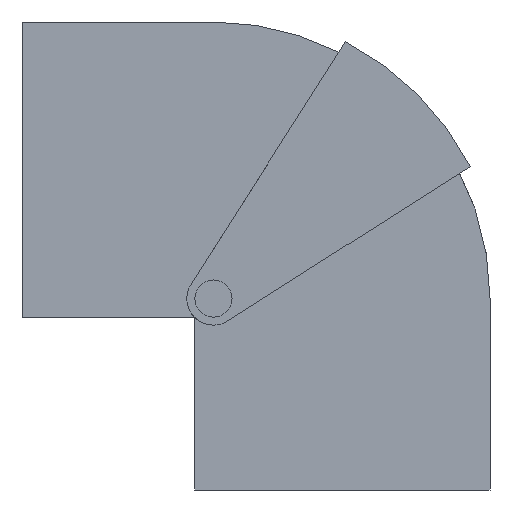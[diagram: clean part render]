
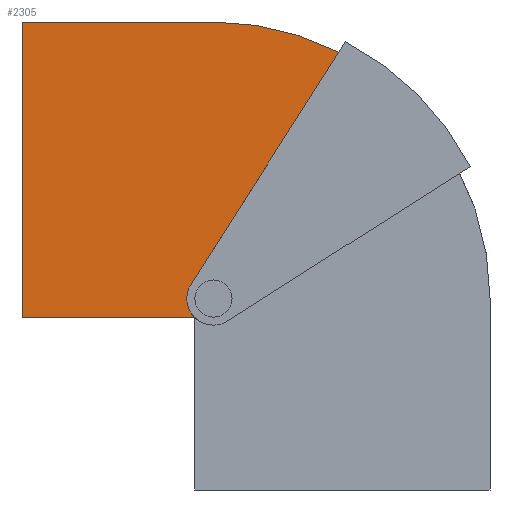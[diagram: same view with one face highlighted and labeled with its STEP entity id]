
A CAD part, front view. The second image highlights one B-rep face of the part: STEP entity #2305.
In plain terms, the highlighted planar face has unit normal (0, -1, 0).
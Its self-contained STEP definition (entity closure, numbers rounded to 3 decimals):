
#42 = DIRECTION ( 'NONE',  ( -0.537, 0., -0.843 ) ) ;
#95 = AXIS2_PLACEMENT_3D ( 'NONE', #971, #1968, #499 ) ;
#108 = LINE ( 'NONE', #131, #1984 ) ;
#132 = EDGE_CURVE ( 'NONE', #630, #1714, #645, .T. ) ;
#131 = CARTESIAN_POINT ( 'NONE',  ( -4.217, -67.5, 2.686 ) ) ;
#170 = EDGE_CURVE ( 'NONE', #1714, #608, #963, .T. ) ;
#209 = ORIENTED_EDGE ( 'NONE', *, *, #170, .F. ) ;
#215 = AXIS2_PLACEMENT_3D ( 'NONE', #994, #1004, #1007 ) ;
#322 = EDGE_CURVE ( 'NONE', #1839, #2208, #1648, .T. ) ;
#342 = AXIS2_PLACEMENT_3D ( 'NONE', #981, #991, #995 ) ;
#455 = EDGE_CURVE ( 'NONE', #913, #632, #1908, .T. ) ;
#458 = CIRCLE ( 'NONE', #215, 5. ) ;
#480 = EDGE_CURVE ( 'NONE', #632, #630, #458, .T. ) ;
#499 = DIRECTION ( 'NONE',  ( 0., 0., 1. ) ) ;
#539 = VECTOR ( 'NONE', #988, 1000. ) ;
#549 = ORIENTED_EDGE ( 'NONE', *, *, #455, .F. ) ;
#606 = AXIS2_PLACEMENT_3D ( 'NONE', #826, #842, #943 ) ;
#608 = VERTEX_POINT ( 'NONE', #2220 ) ;
#630 = VERTEX_POINT ( 'NONE', #2080 ) ;
#632 = VERTEX_POINT ( 'NONE', #1077 ) ;
#633 = DIRECTION ( 'NONE',  ( -1., 0., 0. ) ) ;
#641 = CARTESIAN_POINT ( 'NONE',  ( -36., -67.5, -3.5 ) ) ;
#645 = LINE ( 'NONE', #1938, #1075 ) ;
#662 = CARTESIAN_POINT ( 'NONE',  ( 0., -67.5, 52. ) ) ;
#826 = CARTESIAN_POINT ( 'NONE',  ( 0., -67.5, 0. ) ) ;
#842 = DIRECTION ( 'NONE',  ( 0., -1., 0. ) ) ;
#913 = VERTEX_POINT ( 'NONE', #953 ) ;
#935 = ORIENTED_EDGE ( 'NONE', *, *, #132, .F. ) ;
#938 = ORIENTED_EDGE ( 'NONE', *, *, #322, .F. ) ;
#943 = DIRECTION ( 'NONE',  ( 0., 0., 1. ) ) ;
#953 = CARTESIAN_POINT ( 'NONE',  ( -4.217, -67.5, 2.686 ) ) ;
#963 = LINE ( 'NONE', #2048, #539 ) ;
#971 = CARTESIAN_POINT ( 'NONE',  ( 0., -67.5, 0. ) ) ;
#981 = CARTESIAN_POINT ( 'NONE',  ( 0., -67.5, 0. ) ) ;
#988 = DIRECTION ( 'NONE',  ( 0., 0., 1. ) ) ;
#991 = DIRECTION ( 'NONE',  ( 0., 1., 0. ) ) ;
#994 = CARTESIAN_POINT ( 'NONE',  ( 0., -67.5, 0. ) ) ;
#995 = DIRECTION ( 'NONE',  ( 0., 0., 1. ) ) ;
#996 = EDGE_LOOP ( 'NONE', ( #1773, #938, #1535, #209, #935, #1169, #549 ) ) ;
#1004 = DIRECTION ( 'NONE',  ( 0., -1., 0. ) ) ;
#1007 = DIRECTION ( 'NONE',  ( 0., 0., 1. ) ) ;
#1075 = VECTOR ( 'NONE', #633, 1000. ) ;
#1077 = CARTESIAN_POINT ( 'NONE',  ( -4.6, -67.5, -1.96 ) ) ;
#1153 = VECTOR ( 'NONE', #2288, 1000. ) ;
#1169 = ORIENTED_EDGE ( 'NONE', *, *, #480, .F. ) ;
#1188 = EDGE_CURVE ( 'NONE', #608, #1839, #1579, .T. ) ;
#1395 = CARTESIAN_POINT ( 'NONE',  ( 23.593, -67.5, 46.34 ) ) ;
#1535 = ORIENTED_EDGE ( 'NONE', *, *, #1188, .F. ) ;
#1579 = LINE ( 'NONE', #1906, #1153 ) ;
#1648 = CIRCLE ( 'NONE', #342, 52. ) ;
#1664 = PLANE ( 'NONE',  #95 ) ;
#1714 = VERTEX_POINT ( 'NONE', #641 ) ;
#1773 = ORIENTED_EDGE ( 'NONE', *, *, #1878, .F. ) ;
#1839 = VERTEX_POINT ( 'NONE', #662 ) ;
#1878 = EDGE_CURVE ( 'NONE', #2208, #913, #108, .T. ) ;
#1906 = CARTESIAN_POINT ( 'NONE',  ( -36., -67.5, 52. ) ) ;
#1908 = CIRCLE ( 'NONE', #606, 5. ) ;
#1938 = CARTESIAN_POINT ( 'NONE',  ( -36., -67.5, -3.5 ) ) ;
#1968 = DIRECTION ( 'NONE',  ( 0., -1., 0. ) ) ;
#1984 = VECTOR ( 'NONE', #42, 1000. ) ;
#2048 = CARTESIAN_POINT ( 'NONE',  ( -36., -67.5, -3.5 ) ) ;
#2080 = CARTESIAN_POINT ( 'NONE',  ( -3.571, -67.5, -3.5 ) ) ;
#2208 = VERTEX_POINT ( 'NONE', #1395 ) ;
#2220 = CARTESIAN_POINT ( 'NONE',  ( -36., -67.5, 52. ) ) ;
#2230 = FACE_OUTER_BOUND ( 'NONE', #996, .T. ) ;
#2288 = DIRECTION ( 'NONE',  ( 1., 0., 0. ) ) ;
#2305 = ADVANCED_FACE ( 'NONE', ( #2230 ), #1664, .T. ) ;
